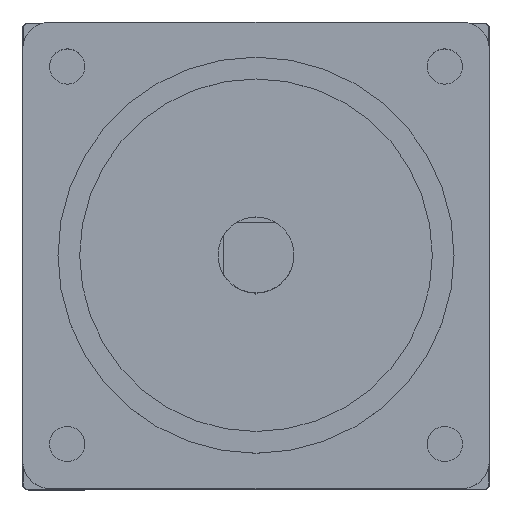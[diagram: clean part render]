
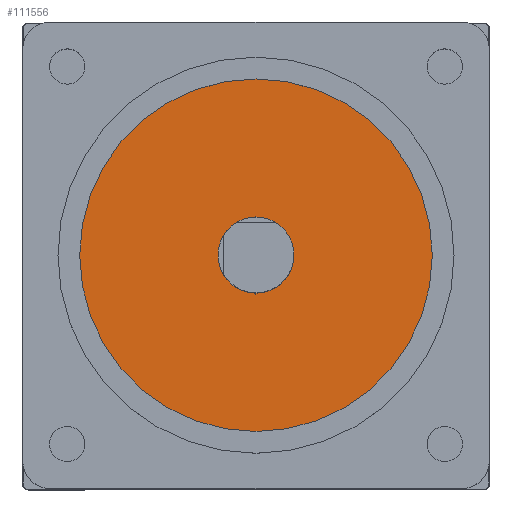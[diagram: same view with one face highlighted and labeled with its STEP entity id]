
A CAD part, top view. The second image highlights one B-rep face of the part: STEP entity #111556.
In plain terms, the highlighted planar face has unit normal (0, 0, 1).
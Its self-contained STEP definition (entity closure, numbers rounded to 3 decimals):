
#1645 = ORIENTED_EDGE ( 'NONE', *, *, #21774, .T. ) ;
#4445 = CARTESIAN_POINT ( 'NONE',  ( -0.5, 0., 109.4 ) ) ;
#10621 = CIRCLE ( 'NONE', #42845, 0.5 ) ;
#16012 = VERTEX_POINT ( 'NONE', #4445 ) ;
#16608 = CIRCLE ( 'NONE', #87984, 32.5 ) ;
#18436 = EDGE_LOOP ( 'NONE', ( #93641, #61620 ) ) ;
#18723 = DIRECTION ( 'NONE',  ( 0., 0., 1. ) ) ;
#18952 = CARTESIAN_POINT ( 'NONE',  ( 0.5, 0., 109.4 ) ) ;
#20723 = DIRECTION ( 'NONE',  ( 0., 0., 1. ) ) ;
#21774 = EDGE_CURVE ( 'NONE', #82249, #30730, #16608, .T. ) ;
#22072 = CIRCLE ( 'NONE', #70186, 0.5 ) ;
#30730 = VERTEX_POINT ( 'NONE', #110309 ) ;
#32504 = DIRECTION ( 'NONE',  ( 0., 0., 1. ) ) ;
#34235 = CARTESIAN_POINT ( 'NONE',  ( 0., 0., 109.4 ) ) ;
#35625 = EDGE_CURVE ( 'NONE', #103982, #16012, #22072, .T. ) ;
#37756 = EDGE_CURVE ( 'NONE', #30730, #82249, #112869, .T. ) ;
#39513 = CARTESIAN_POINT ( 'NONE',  ( 0., 0., 109.4 ) ) ;
#40463 = EDGE_CURVE ( 'NONE', #16012, #103982, #10621, .T. ) ;
#41167 = AXIS2_PLACEMENT_3D ( 'NONE', #70819, #18723, #79600 ) ;
#42687 = FACE_BOUND ( 'NONE', #18436, .T. ) ;
#42845 = AXIS2_PLACEMENT_3D ( 'NONE', #39513, #100356, #48305 ) ;
#43011 = DIRECTION ( 'NONE',  ( 1., 0., 0. ) ) ;
#48305 = DIRECTION ( 'NONE',  ( 1., 0., 0. ) ) ;
#61620 = ORIENTED_EDGE ( 'NONE', *, *, #40463, .F. ) ;
#65826 = FACE_OUTER_BOUND ( 'NONE', #93348, .T. ) ;
#67172 = CARTESIAN_POINT ( 'NONE',  ( 0., 0., 109.4 ) ) ;
#70186 = AXIS2_PLACEMENT_3D ( 'NONE', #34235, #95094, #43011 ) ;
#70819 = CARTESIAN_POINT ( 'NONE',  ( 0., 0., 109.4 ) ) ;
#72825 = CARTESIAN_POINT ( 'NONE',  ( 0., 0., 109.4 ) ) ;
#79600 = DIRECTION ( 'NONE',  ( 1., 0., 0. ) ) ;
#81561 = DIRECTION ( 'NONE',  ( 1., 0., 0. ) ) ;
#82249 = VERTEX_POINT ( 'NONE', #104200 ) ;
#84674 = PLANE ( 'NONE',  #104944 ) ;
#87984 = AXIS2_PLACEMENT_3D ( 'NONE', #72825, #20723, #81561 ) ;
#93348 = EDGE_LOOP ( 'NONE', ( #1645, #108926 ) ) ;
#93380 = DIRECTION ( 'NONE',  ( 1., 0., 0. ) ) ;
#93641 = ORIENTED_EDGE ( 'NONE', *, *, #35625, .F. ) ;
#95094 = DIRECTION ( 'NONE',  ( 0., 0., 1. ) ) ;
#100356 = DIRECTION ( 'NONE',  ( 0., 0., 1. ) ) ;
#103982 = VERTEX_POINT ( 'NONE', #18952 ) ;
#104200 = CARTESIAN_POINT ( 'NONE',  ( 32.5, 0., 109.4 ) ) ;
#104944 = AXIS2_PLACEMENT_3D ( 'NONE', #67172, #32504, #93380 ) ;
#108926 = ORIENTED_EDGE ( 'NONE', *, *, #37756, .T. ) ;
#110309 = CARTESIAN_POINT ( 'NONE',  ( -32.5, 0., 109.4 ) ) ;
#111556 = ADVANCED_FACE ( 'NONE', ( #42687, #65826 ), #84674, .T. ) ;
#112869 = CIRCLE ( 'NONE', #41167, 32.5 ) ;
